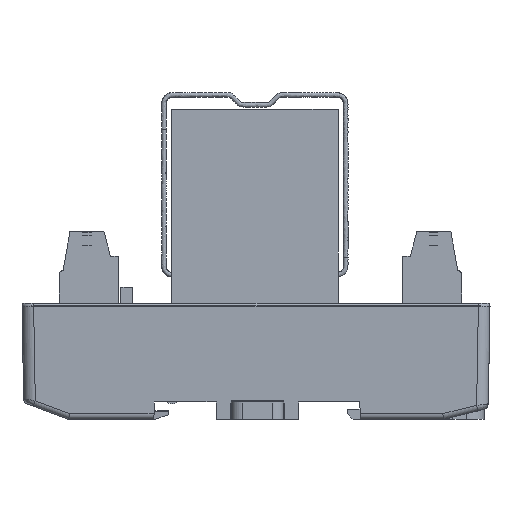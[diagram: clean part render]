
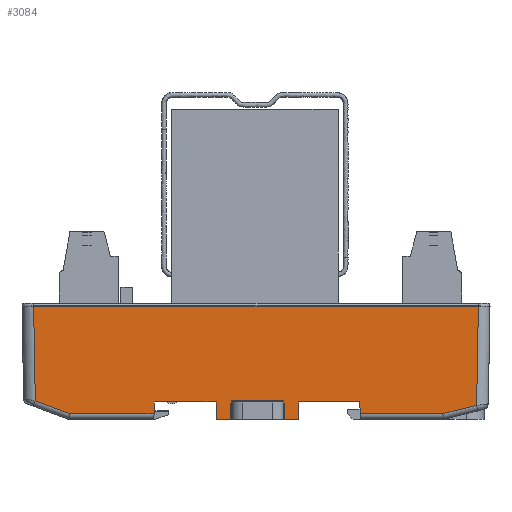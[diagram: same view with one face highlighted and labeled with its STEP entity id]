
A CAD part, front view. The second image highlights one B-rep face of the part: STEP entity #3084.
In plain terms, the highlighted planar face has unit normal (0, -1, -0.018).
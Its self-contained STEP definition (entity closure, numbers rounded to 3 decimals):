
#1826=FACE_OUTER_BOUND('',#6868,.T.);
#3084=ADVANCED_FACE('',(#1826),#4526,.T.);
#4526=PLANE('',#27452);
#6868=EDGE_LOOP('',(#9042,#9043,#9044,#9045,#9046,#9047,#9048,#9049,#9050,
#9051,#9052,#9053,#9054,#9055,#9056,#9057,#9058,#9059,#9060,#9061));
#9042=ORIENTED_EDGE('',*,*,#18603,.T.);
#9043=ORIENTED_EDGE('',*,*,#18681,.F.);
#9044=ORIENTED_EDGE('',*,*,#18682,.T.);
#9045=ORIENTED_EDGE('',*,*,#18683,.T.);
#9046=ORIENTED_EDGE('',*,*,#18684,.T.);
#9047=ORIENTED_EDGE('',*,*,#18580,.F.);
#9048=ORIENTED_EDGE('',*,*,#18685,.F.);
#9049=ORIENTED_EDGE('',*,*,#18686,.F.);
#9050=ORIENTED_EDGE('',*,*,#18687,.F.);
#9051=ORIENTED_EDGE('',*,*,#18688,.T.);
#9052=ORIENTED_EDGE('',*,*,#18689,.T.);
#9053=ORIENTED_EDGE('',*,*,#18690,.F.);
#9054=ORIENTED_EDGE('',*,*,#18691,.T.);
#9055=ORIENTED_EDGE('',*,*,#18692,.T.);
#9056=ORIENTED_EDGE('',*,*,#18693,.F.);
#9057=ORIENTED_EDGE('',*,*,#18694,.T.);
#9058=ORIENTED_EDGE('',*,*,#18695,.F.);
#9059=ORIENTED_EDGE('',*,*,#18696,.F.);
#9060=ORIENTED_EDGE('',*,*,#18697,.T.);
#9061=ORIENTED_EDGE('',*,*,#18636,.T.);
#16101=VERTEX_POINT('',#36428);
#16102=VERTEX_POINT('',#36430);
#16120=VERTEX_POINT('',#36482);
#16122=VERTEX_POINT('',#36485);
#16142=VERTEX_POINT('',#36564);
#16171=VERTEX_POINT('',#36752);
#16172=VERTEX_POINT('',#36754);
#16173=VERTEX_POINT('',#36756);
#16174=VERTEX_POINT('',#36759);
#16175=VERTEX_POINT('',#36761);
#16176=VERTEX_POINT('',#36763);
#16177=VERTEX_POINT('',#36765);
#16178=VERTEX_POINT('',#36767);
#16179=VERTEX_POINT('',#36769);
#16180=VERTEX_POINT('',#36771);
#16181=VERTEX_POINT('',#36773);
#16182=VERTEX_POINT('',#36775);
#16183=VERTEX_POINT('',#36777);
#16184=VERTEX_POINT('',#36779);
#16185=VERTEX_POINT('',#36781);
#18580=EDGE_CURVE('',#16101,#16102,#22180,.T.);
#18603=EDGE_CURVE('',#16122,#16120,#22195,.T.);
#18636=EDGE_CURVE('',#16142,#16122,#22219,.T.);
#18681=EDGE_CURVE('',#16171,#16120,#22256,.T.);
#18682=EDGE_CURVE('',#16171,#16172,#22257,.T.);
#18683=EDGE_CURVE('',#16172,#16173,#22258,.T.);
#18684=EDGE_CURVE('',#16173,#16102,#22259,.T.);
#18685=EDGE_CURVE('',#16174,#16101,#22260,.T.);
#18686=EDGE_CURVE('',#16175,#16174,#22261,.T.);
#18687=EDGE_CURVE('',#16176,#16175,#22262,.T.);
#18688=EDGE_CURVE('',#16176,#16177,#22263,.T.);
#18689=EDGE_CURVE('',#16177,#16178,#22264,.T.);
#18690=EDGE_CURVE('',#16179,#16178,#22265,.T.);
#18691=EDGE_CURVE('',#16179,#16180,#22266,.T.);
#18692=EDGE_CURVE('',#16180,#16181,#22267,.T.);
#18693=EDGE_CURVE('',#16182,#16181,#22268,.T.);
#18694=EDGE_CURVE('',#16182,#16183,#22269,.T.);
#18695=EDGE_CURVE('',#16184,#16183,#22270,.T.);
#18696=EDGE_CURVE('',#16185,#16184,#22271,.T.);
#18697=EDGE_CURVE('',#16185,#16142,#22272,.T.);
#22180=LINE('',#36429,#24916);
#22195=LINE('',#36484,#24931);
#22219=LINE('',#36563,#24955);
#22256=LINE('',#36751,#24992);
#22257=LINE('',#36753,#24993);
#22258=LINE('',#36755,#24994);
#22259=LINE('',#36757,#24995);
#22260=LINE('',#36758,#24996);
#22261=LINE('',#36760,#24997);
#22262=LINE('',#36762,#24998);
#22263=LINE('',#36764,#24999);
#22264=LINE('',#36766,#25000);
#22265=LINE('',#36768,#25001);
#22266=LINE('',#36770,#25002);
#22267=LINE('',#36772,#25003);
#22268=LINE('',#36774,#25004);
#22269=LINE('',#36776,#25005);
#22270=LINE('',#36778,#25006);
#22271=LINE('',#36780,#25007);
#22272=LINE('',#36782,#25008);
#24916=VECTOR('',#29571,1.);
#24931=VECTOR('',#29614,1.);
#24955=VECTOR('',#29672,1.);
#24992=VECTOR('',#29737,1.);
#24993=VECTOR('',#29738,1.);
#24994=VECTOR('',#29739,1.);
#24995=VECTOR('',#29740,1.);
#24996=VECTOR('',#29741,1.);
#24997=VECTOR('',#29742,1.);
#24998=VECTOR('',#29743,1.);
#24999=VECTOR('',#29744,1.);
#25000=VECTOR('',#29745,1.);
#25001=VECTOR('',#29746,1.);
#25002=VECTOR('',#29747,1.);
#25003=VECTOR('',#29748,1.);
#25004=VECTOR('',#29749,1.);
#25005=VECTOR('',#29750,1.);
#25006=VECTOR('',#29751,1.);
#25007=VECTOR('',#29752,1.);
#25008=VECTOR('',#29753,1.);
#27452=AXIS2_PLACEMENT_3D('',#36783,#29754,#29755);
#29571=DIRECTION('',(-0.017,0.017,-1.));
#29614=DIRECTION('',(0.017,-0.017,1.));
#29672=DIRECTION('',(0.97,-0.004,0.243));
#29737=DIRECTION('',(1.,0.,0.));
#29738=DIRECTION('',(0.017,0.017,-1.));
#29739=DIRECTION('',(0.936,0.006,-0.351));
#29740=DIRECTION('',(1.,0.,0.));
#29741=DIRECTION('',(-1.,0.,0.));
#29742=DIRECTION('',(-0.035,-0.017,0.999));
#29743=DIRECTION('',(-1.,0.,0.));
#29744=DIRECTION('',(0.035,-0.017,0.999));
#29745=DIRECTION('',(0.,-0.017,1.));
#29746=DIRECTION('',(-1.,0.,0.));
#29747=DIRECTION('',(0.,0.017,-1.));
#29748=DIRECTION('',(0.035,0.017,-0.999));
#29749=DIRECTION('',(-1.,0.,0.));
#29750=DIRECTION('',(0.035,-0.017,0.999));
#29751=DIRECTION('',(-1.,0.,0.));
#29752=DIRECTION('',(-0.017,-0.017,1.));
#29753=DIRECTION('',(1.,0.,0.));
#29754=DIRECTION('',(0.,-1.,-0.017));
#29755=DIRECTION('',(0.,0.017,-1.));
#36428=CARTESIAN_POINT('',(-17.483,80.935,-6.544));
#36429=CARTESIAN_POINT('',(-17.181,80.633,10.758));
#36430=CARTESIAN_POINT('',(-17.518,80.97,-8.562));
#36482=CARTESIAN_POINT('',(38.2,80.647,9.943));
#36484=CARTESIAN_POINT('',(38.21,80.637,10.491));
#36485=CARTESIAN_POINT('',(37.903,80.944,-7.107));
#36563=CARTESIAN_POINT('',(6.365,81.082,-14.992));
#36564=CARTESIAN_POINT('',(32.086,80.97,-8.562));
#36751=CARTESIAN_POINT('',(0.,80.647,9.943));
#36752=CARTESIAN_POINT('',(-38.2,80.647,9.943));
#36753=CARTESIAN_POINT('',(-38.198,80.649,9.792));
#36754=CARTESIAN_POINT('',(-37.916,80.931,-6.354));
#36755=CARTESIAN_POINT('',(-10.205,81.113,-16.745));
#36756=CARTESIAN_POINT('',(-32.028,80.97,-8.562));
#36757=CARTESIAN_POINT('',(0.,80.97,-8.562));
#36758=CARTESIAN_POINT('',(0.,80.935,-6.544));
#36759=CARTESIAN_POINT('',(-6.847,80.935,-6.544));
#36760=CARTESIAN_POINT('',(-7.431,80.642,10.199));
#36761=CARTESIAN_POINT('',(-6.742,80.987,-9.544));
#36762=CARTESIAN_POINT('',(0.258,80.987,-9.544));
#36763=CARTESIAN_POINT('',(-4.397,80.987,-9.544));
#36764=CARTESIAN_POINT('',(-3.694,80.635,10.587));
#36765=CARTESIAN_POINT('',(-4.292,80.935,-6.544));
#36766=CARTESIAN_POINT('',(-4.292,80.638,10.458));
#36767=CARTESIAN_POINT('',(-4.292,80.93,-6.26));
#36768=CARTESIAN_POINT('',(-209.187,80.93,-6.26));
#36769=CARTESIAN_POINT('',(4.808,80.93,-6.26));
#36770=CARTESIAN_POINT('',(4.808,80.638,10.458));
#36771=CARTESIAN_POINT('',(4.808,80.935,-6.544));
#36772=CARTESIAN_POINT('',(4.209,80.635,10.605));
#36773=CARTESIAN_POINT('',(4.913,80.987,-9.544));
#36774=CARTESIAN_POINT('',(0.258,80.987,-9.544));
#36775=CARTESIAN_POINT('',(7.258,80.987,-9.544));
#36776=CARTESIAN_POINT('',(7.252,80.99,-9.719));
#36777=CARTESIAN_POINT('',(7.363,80.935,-6.544));
#36778=CARTESIAN_POINT('',(0.,80.935,-6.544));
#36779=CARTESIAN_POINT('',(17.849,80.935,-6.544));
#36780=CARTESIAN_POINT('',(17.86,80.945,-7.173));
#36781=CARTESIAN_POINT('',(17.884,80.97,-8.562));
#36782=CARTESIAN_POINT('',(0.,80.97,-8.562));
#36783=CARTESIAN_POINT('',(0.,80.638,10.458));
